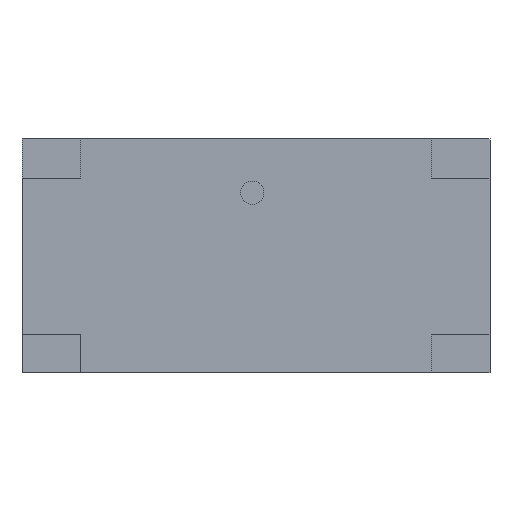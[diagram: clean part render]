
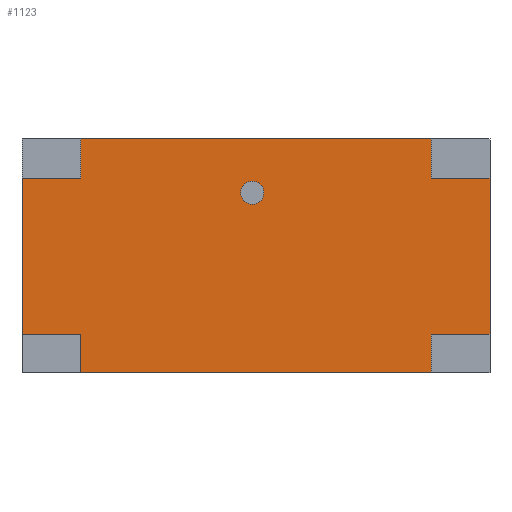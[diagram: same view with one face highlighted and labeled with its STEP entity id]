
A CAD part, front view. The second image highlights one B-rep face of the part: STEP entity #1123.
In plain terms, the highlighted planar face has unit normal (0, -1, 0).
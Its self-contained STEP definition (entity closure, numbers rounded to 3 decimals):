
#106 = ORIENTED_EDGE ( 'NONE', *, *, #205, .F. ) ;
#107 = ORIENTED_EDGE ( 'NONE', *, *, #190, .F. ) ;
#108 = ORIENTED_EDGE ( 'NONE', *, *, #245, .F. ) ;
#109 = ORIENTED_EDGE ( 'NONE', *, *, #279, .F. ) ;
#110 = ORIENTED_EDGE ( 'NONE', *, *, #196, .T. ) ;
#111 = ORIENTED_EDGE ( 'NONE', *, *, #191, .T. ) ;
#154 = DIRECTION ( 'NONE',  ( 0., 0., 1. ) ) ;
#155 = CARTESIAN_POINT ( 'NONE',  ( 0., 0., 0. ) ) ;
#172 = AXIS2_PLACEMENT_3D ( 'NONE', #924, #925, #926 ) ;
#189 = AXIS2_PLACEMENT_3D ( 'NONE', #909, #910, #911 ) ;
#190 = EDGE_CURVE ( 'NONE', #856, #858, #2678, .T. ) ;
#191 = EDGE_CURVE ( 'NONE', #849, #848, #2671, .T. ) ;
#196 = EDGE_CURVE ( 'NONE', #848, #849, #2105, .T. ) ;
#205 = EDGE_CURVE ( 'NONE', #853, #856, #2097, .T. ) ;
#245 = EDGE_CURVE ( 'NONE', #858, #852, #2033, .T. ) ;
#279 = EDGE_CURVE ( 'NONE', #852, #853, #1869, .T. ) ;
#848 = VERTEX_POINT ( 'NONE', #1311 ) ;
#849 = VERTEX_POINT ( 'NONE', #1312 ) ;
#852 = VERTEX_POINT ( 'NONE', #1315 ) ;
#853 = VERTEX_POINT ( 'NONE', #1316 ) ;
#856 = VERTEX_POINT ( 'NONE', #1319 ) ;
#858 = VERTEX_POINT ( 'NONE', #1321 ) ;
#905 = CARTESIAN_POINT ( 'NONE',  ( 609.6, 0., 0. ) ) ;
#908 = DIRECTION ( 'NONE',  ( 0., 0., -1. ) ) ;
#909 = CARTESIAN_POINT ( 'NONE',  ( 300., 0., -70. ) ) ;
#910 = DIRECTION ( 'NONE',  ( 0., 1., 0. ) ) ;
#911 = DIRECTION ( 'NONE',  ( 0., 0., 1. ) ) ;
#924 = CARTESIAN_POINT ( 'NONE',  ( 300., 0., -70. ) ) ;
#925 = DIRECTION ( 'NONE',  ( 0., 1., 0. ) ) ;
#926 = DIRECTION ( 'NONE',  ( 0., 0., 1. ) ) ;
#943 = CARTESIAN_POINT ( 'NONE',  ( 0., 0., 0. ) ) ;
#948 = DIRECTION ( 'NONE',  ( 1., 0., 0. ) ) ;
#1123 = ADVANCED_FACE ( 'NONE', ( #1157, #1158 ), #1498, .T. ) ;
#1157 = FACE_BOUND ( 'NONE', #2384, .T. ) ;
#1158 = FACE_OUTER_BOUND ( 'NONE', #2378, .T. ) ;
#1311 = CARTESIAN_POINT ( 'NONE',  ( 300., 0., -85. ) ) ;
#1312 = CARTESIAN_POINT ( 'NONE',  ( 300., 0., -55. ) ) ;
#1315 = CARTESIAN_POINT ( 'NONE',  ( 0., 0., -304.8 ) ) ;
#1316 = CARTESIAN_POINT ( 'NONE',  ( 0., 0., 0. ) ) ;
#1319 = CARTESIAN_POINT ( 'NONE',  ( 609.6, 0., 0. ) ) ;
#1321 = CARTESIAN_POINT ( 'NONE',  ( 609.6, 0., -304.8 ) ) ;
#1498 = PLANE ( 'NONE',  #2540 ) ;
#1506 = CARTESIAN_POINT ( 'NONE',  ( 0., 0., -304.8 ) ) ;
#1512 = DIRECTION ( 'NONE',  ( 0., -1., 0. ) ) ;
#1513 = DIRECTION ( 'NONE',  ( 0., 0., -1. ) ) ;
#1864 = VECTOR ( 'NONE', #154, 1000. ) ;
#1869 = LINE ( 'NONE', #155, #1864 ) ;
#2032 = VECTOR ( 'NONE', #2511, 1000. ) ;
#2033 = LINE ( 'NONE', #2510, #2032 ) ;
#2092 = VECTOR ( 'NONE', #948, 1000. ) ;
#2097 = LINE ( 'NONE', #943, #2092 ) ;
#2105 = CIRCLE ( 'NONE', #172, 15. ) ;
#2378 = EDGE_LOOP ( 'NONE', ( #109, #108, #107, #106 ) ) ;
#2384 = EDGE_LOOP ( 'NONE', ( #111, #110 ) ) ;
#2510 = CARTESIAN_POINT ( 'NONE',  ( 0., 0., -304.8 ) ) ;
#2511 = DIRECTION ( 'NONE',  ( -1., 0., 0. ) ) ;
#2540 = AXIS2_PLACEMENT_3D ( 'NONE', #1506, #1512, #1513 ) ;
#2671 = CIRCLE ( 'NONE', #189, 15. ) ;
#2673 = VECTOR ( 'NONE', #908, 1000. ) ;
#2678 = LINE ( 'NONE', #905, #2673 ) ;
